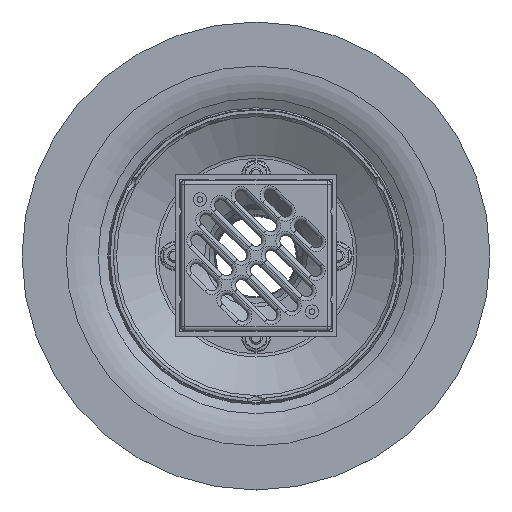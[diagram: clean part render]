
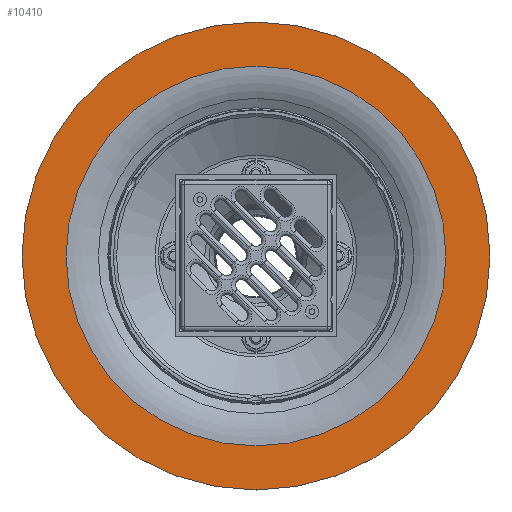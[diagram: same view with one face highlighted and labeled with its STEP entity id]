
A CAD part, top view. The second image highlights one B-rep face of the part: STEP entity #10410.
In plain terms, the highlighted planar face has unit normal (0, 0, 1).
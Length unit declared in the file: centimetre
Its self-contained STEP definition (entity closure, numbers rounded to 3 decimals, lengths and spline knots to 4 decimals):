
#128=FACE_BOUND('',#2151,.T.);
#592=PLANE('',#11683);
#1408=FACE_OUTER_BOUND('',#2150,.T.);
#2150=EDGE_LOOP('',(#9341));
#2151=EDGE_LOOP('',(#9342));
#4106=CIRCLE('',#11654,146.);
#4123=CIRCLE('',#11681,118.5);
#5040=VERTEX_POINT('',#19099);
#5054=VERTEX_POINT('',#19144);
#6479=EDGE_CURVE('',#5040,#5040,#4106,.T.);
#6499=EDGE_CURVE('',#5054,#5054,#4123,.T.);
#9341=ORIENTED_EDGE('',*,*,#6479,.F.);
#9342=ORIENTED_EDGE('',*,*,#6499,.T.);
#10410=ADVANCED_FACE('',(#1408,#128),#592,.T.);
#11654=AXIS2_PLACEMENT_3D('',#19101,#14791,#14792);
#11681=AXIS2_PLACEMENT_3D('',#19145,#14848,#14849);
#11683=AXIS2_PLACEMENT_3D('',#19147,#14852,#14853);
#14791=DIRECTION('center_axis',(0.,0.,-1.));
#14792=DIRECTION('ref_axis',(1.,0.,0.));
#14848=DIRECTION('center_axis',(0.,0.,-1.));
#14849=DIRECTION('ref_axis',(1.,0.,0.));
#14852=DIRECTION('center_axis',(0.,0.,1.));
#14853=DIRECTION('ref_axis',(0.,-1.,0.));
#19099=CARTESIAN_POINT('',(146.,0.,250.));
#19101=CARTESIAN_POINT('Origin',(0.,0.,250.));
#19144=CARTESIAN_POINT('',(0.,-118.5,250.));
#19145=CARTESIAN_POINT('Origin',(0.,0.,250.));
#19147=CARTESIAN_POINT('Origin',(-146.,0.,250.));
